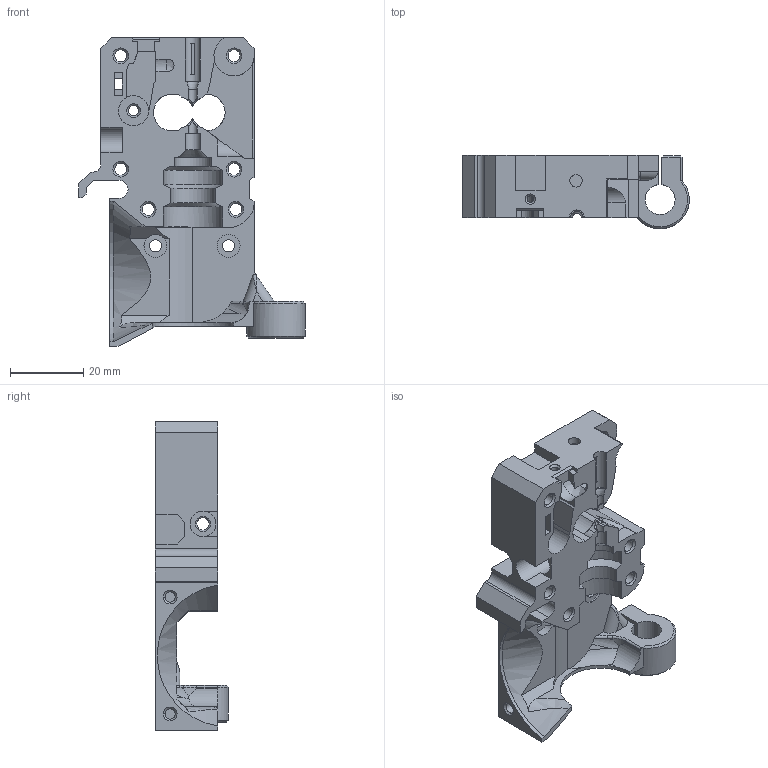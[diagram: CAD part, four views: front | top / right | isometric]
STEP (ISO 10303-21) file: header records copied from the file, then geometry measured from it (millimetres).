
FILE_DESCRIPTION(/* description */ ('STEP AP242','CAx-IF Rec.Pracs.---Representation and Presentation of Product Manufacturing Information (PMI)---4.0---2014-10-13','CAx-IF Rec.Pracs.---3D Tessellated Geometry---0.4---2014-09-14','2;1'),/* implementation_level */ '2;1');
FILE_NAME(/* name */ '62ca78f1ad03bf4f4c961b42',/* time_stamp */ '2022-07-10T07:00:03+00:00',/* author */ (''),/* organization */ (''),/* preprocessor_version */ 'ST-DEVELOPER v18.102',/* originating_system */ ' ',/* authorisation */ ' ');
FILE_SCHEMA (('AP242_MANAGED_MODEL_BASED_3D_ENGINEERING_MIM_LF { 1 0 10303 442 1 1 4 }'));
Length unit declared in the file: metre
Products named in the file (1): EXTRUSOR MMU2S+
Bounding box: 61.99 x 19.99 x 84.5 mm (x, y, z)
Volume: 28247.7 mm3; surface area: 16094.1 mm2
Topology: 1 solids, 1 shells, 339 faces, 956 edges, 620 vertices
Faces by surface type: plane 206, cylinder 71, cone 30, bspline 28, torus 4
Full cylindrical faces by diameter (mm): 1.8 x1, 2.8 x3, 3.3 x11, 3.4 x3, 6.3 x2, 7 x1
Entity records: 11604 total; most frequent: CARTESIAN_POINT 3189, ORIENTED_EDGE 1800, DIRECTION 1599, EDGE_CURVE 900, VERTEX_POINT 603, LINE 593, VECTOR 593, AXIS2_PLACEMENT_3D 503
